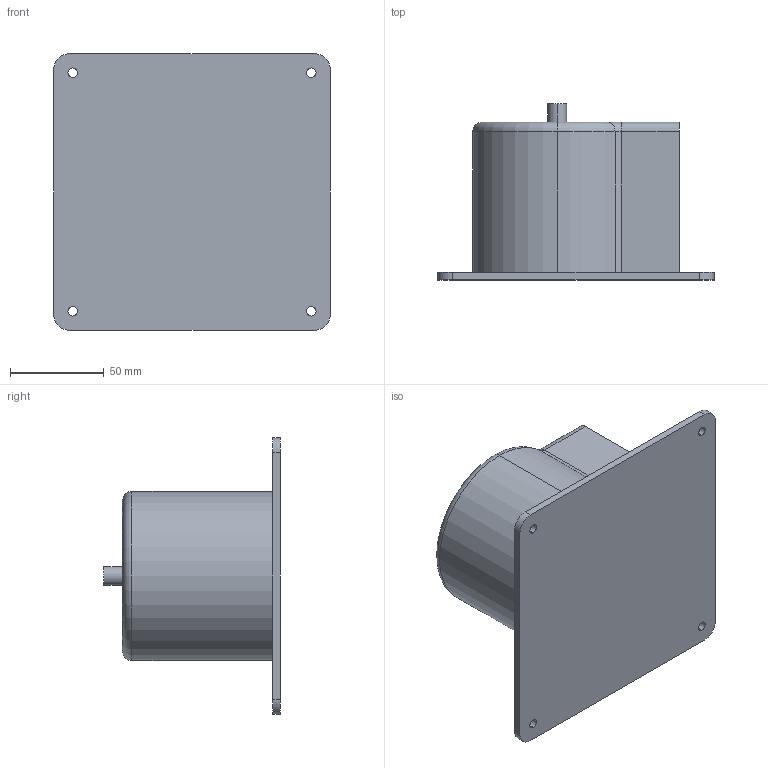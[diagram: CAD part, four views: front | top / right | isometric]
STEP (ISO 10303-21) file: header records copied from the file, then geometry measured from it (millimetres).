
FILE_DESCRIPTION (( 'STEP AP203' ), '1' );
FILE_NAME ('PBase_Default_sldprt.STEP', '2023-10-19T05:34:46', ( '' ), ( '' ), 'SwSTEP 2.0', 'SolidWorks 2023', '' );
FILE_SCHEMA (( 'CONFIG_CONTROL_DESIGN' ));
Length unit declared in the file: millimetre
Products named in the file (1): PBase_Default_sldprt
Bounding box: 147 x 94 x 147 mm (x, y, z)
Volume: 715232.9 mm3; surface area: 72502.1 mm2
Topology: 1 solids, 1 shells, 37 faces, 93 edges, 60 vertices
Faces by surface type: cylinder 21, plane 11, torus 5
Entity records: 1223 total; most frequent: DIRECTION 220, CARTESIAN_POINT 191, ORIENTED_EDGE 186, EDGE_CURVE 93, AXIS2_PLACEMENT_3D 89, VERTEX_POINT 60, CIRCLE 51, EDGE_LOOP 47
